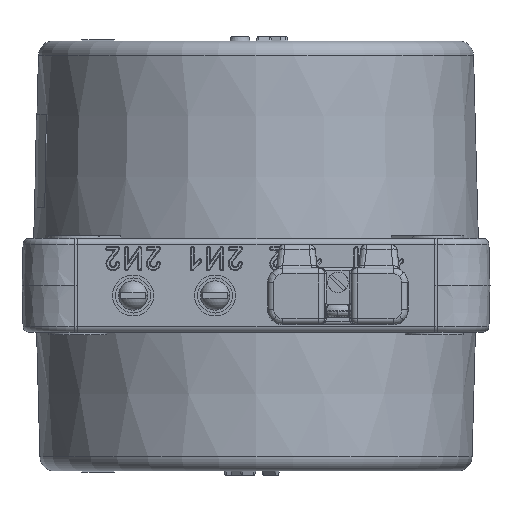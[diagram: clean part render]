
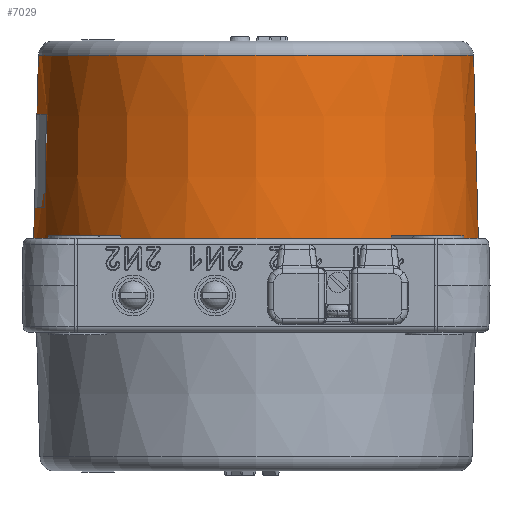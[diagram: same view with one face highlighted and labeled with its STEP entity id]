
A CAD part, front view. The second image highlights one B-rep face of the part: STEP entity #7029.
In plain terms, the highlighted conical face has half-angle 1.5 degrees and reference radius 76 mm.
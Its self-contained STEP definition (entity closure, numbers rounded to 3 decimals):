
#23 = VERTEX_POINT ( 'NONE', #1288 ) ;
#24 = VERTEX_POINT ( 'NONE', #1289 ) ;
#25 = VERTEX_POINT ( 'NONE', #1290 ) ;
#26 = VERTEX_POINT ( 'NONE', #1291 ) ;
#27 = VERTEX_POINT ( 'NONE', #1292 ) ;
#28 = VERTEX_POINT ( 'NONE', #1293 ) ;
#30 = VERTEX_POINT ( 'NONE', #1295 ) ;
#31 = VERTEX_POINT ( 'NONE', #1296 ) ;
#32 = VERTEX_POINT ( 'NONE', #1297 ) ;
#33 = VERTEX_POINT ( 'NONE', #1298 ) ;
#34 = VERTEX_POINT ( 'NONE', #1299 ) ;
#35 = VERTEX_POINT ( 'NONE', #1300 ) ;
#1288 = CARTESIAN_POINT ( 'NONE',  ( -46.216, -60.333, 6.5 ) ) ;
#1289 = CARTESIAN_POINT ( 'NONE',  ( 46.216, -60.333, 6.5 ) ) ;
#1290 = CARTESIAN_POINT ( 'NONE',  ( 46.197, -60.315, 7.5 ) ) ;
#1291 = CARTESIAN_POINT ( 'NONE',  ( 60.315, -46.197, 7.5 ) ) ;
#1292 = CARTESIAN_POINT ( 'NONE',  ( 60.333, -46.216, 6.5 ) ) ;
#1293 = CARTESIAN_POINT ( 'NONE',  ( 76., 0., 6.5 ) ) ;
#1295 = CARTESIAN_POINT ( 'NONE',  ( -76., 0., 6.5 ) ) ;
#1296 = CARTESIAN_POINT ( 'NONE',  ( -74.36, 0., 69.131 ) ) ;
#1297 = CARTESIAN_POINT ( 'NONE',  ( -60.333, -46.216, 6.5 ) ) ;
#1298 = CARTESIAN_POINT ( 'NONE',  ( -60.315, -46.197, 7.5 ) ) ;
#1299 = CARTESIAN_POINT ( 'NONE',  ( -46.197, -60.315, 7.5 ) ) ;
#1300 = CARTESIAN_POINT ( 'NONE',  ( 74.36, 0., 69.131 ) ) ;
#1917 = CIRCLE ( 'NONE', #2620, 76. ) ;
#2522 = AXIS2_PLACEMENT_3D ( 'NONE', #14172, #14175, #14174 ) ;
#2615 = AXIS2_PLACEMENT_3D ( 'NONE', #12853, #12854, #12855 ) ;
#2620 = AXIS2_PLACEMENT_3D ( 'NONE', #16484, #16487, #16489 ) ;
#2659 = AXIS2_PLACEMENT_3D ( 'NONE', #3604, #3618, #3620 ) ;
#2855 = AXIS2_PLACEMENT_3D ( 'NONE', #6336, #6350, #6351 ) ;
#3084 = AXIS2_PLACEMENT_3D ( 'NONE', #4740, #4741, #4742 ) ;
#3361 = AXIS2_PLACEMENT_3D ( 'NONE', #5622, #5632, #5633 ) ;
#3604 = CARTESIAN_POINT ( 'NONE',  ( 0., 0., 69.131 ) ) ;
#3618 = DIRECTION ( 'NONE',  ( 0., 0., -1. ) ) ;
#3620 = DIRECTION ( 'NONE',  ( -1., 0., 0. ) ) ;
#3658 = LINE ( 'NONE', #5753, #3664 ) ;
#3664 = VECTOR ( 'NONE', #5754, 1000. ) ;
#3850 = CIRCLE ( 'NONE', #3084, 76. ) ;
#4004 = CIRCLE ( 'NONE', #3361, 76. ) ;
#4184 = VECTOR ( 'NONE', #5009, 1000. ) ;
#4224 = LINE ( 'NONE', #5002, #4184 ) ;
#4439 = EDGE_CURVE ( 'NONE', #32, #30, #1917, .T. ) ;
#4740 = CARTESIAN_POINT ( 'NONE',  ( 0., 0., 6.5 ) ) ;
#4741 = DIRECTION ( 'NONE',  ( 0., 0., -1. ) ) ;
#4742 = DIRECTION ( 'NONE',  ( -1., 0., 0. ) ) ;
#5002 = CARTESIAN_POINT ( 'NONE',  ( -76., 0., 6.5 ) ) ;
#5009 = DIRECTION ( 'NONE',  ( -0.026, 0., -1. ) ) ;
#5622 = CARTESIAN_POINT ( 'NONE',  ( 0., 0., 6.5 ) ) ;
#5632 = DIRECTION ( 'NONE',  ( 0., 0., -1. ) ) ;
#5633 = DIRECTION ( 'NONE',  ( -1., 0., 0. ) ) ;
#5753 = CARTESIAN_POINT ( 'NONE',  ( 76., 0., 6.5 ) ) ;
#5754 = DIRECTION ( 'NONE',  ( 0.026, 0., -1. ) ) ;
#6302 = CARTESIAN_POINT ( 'NONE',  ( -46.197, -60.315, 7.5 ) ) ;
#6314 = CARTESIAN_POINT ( 'NONE',  ( -46.203, -60.321, 7.167 ) ) ;
#6315 = CARTESIAN_POINT ( 'NONE',  ( -46.21, -60.327, 6.833 ) ) ;
#6316 = CARTESIAN_POINT ( 'NONE',  ( -46.216, -60.333, 6.5 ) ) ;
#6336 = CARTESIAN_POINT ( 'NONE',  ( 0., 0., 7.5 ) ) ;
#6350 = DIRECTION ( 'NONE',  ( 0., 0., 1. ) ) ;
#6351 = DIRECTION ( 'NONE',  ( 1., 0., 0. ) ) ;
#6482 = CARTESIAN_POINT ( 'NONE',  ( -60.333, -46.216, 6.5 ) ) ;
#6487 = CARTESIAN_POINT ( 'NONE',  ( 46.216, -60.333, 6.5 ) ) ;
#6490 = CARTESIAN_POINT ( 'NONE',  ( 46.21, -60.327, 6.833 ) ) ;
#6491 = CARTESIAN_POINT ( 'NONE',  ( 46.203, -60.321, 7.167 ) ) ;
#6492 = CARTESIAN_POINT ( 'NONE',  ( 46.197, -60.315, 7.5 ) ) ;
#6495 = CARTESIAN_POINT ( 'NONE',  ( -60.327, -46.21, 6.833 ) ) ;
#6497 = CARTESIAN_POINT ( 'NONE',  ( -60.321, -46.203, 7.167 ) ) ;
#6499 = CARTESIAN_POINT ( 'NONE',  ( -60.315, -46.197, 7.5 ) ) ;
#7029 = ADVANCED_FACE ( 'NONE', ( #14277 ), #14319, .T. ) ;
#8417 = ORIENTED_EDGE ( 'NONE', *, *, #9153, .T. ) ;
#8418 = ORIENTED_EDGE ( 'NONE', *, *, #9649, .T. ) ;
#8419 = ORIENTED_EDGE ( 'NONE', *, *, #9152, .T. ) ;
#8420 = ORIENTED_EDGE ( 'NONE', *, *, #10118, .F. ) ;
#8421 = ORIENTED_EDGE ( 'NONE', *, *, #10100, .T. ) ;
#8422 = ORIENTED_EDGE ( 'NONE', *, *, #4439, .F. ) ;
#8423 = ORIENTED_EDGE ( 'NONE', *, *, #9606, .T. ) ;
#8424 = ORIENTED_EDGE ( 'NONE', *, *, #10004, .F. ) ;
#8425 = ORIENTED_EDGE ( 'NONE', *, *, #10156, .F. ) ;
#8426 = ORIENTED_EDGE ( 'NONE', *, *, #9230, .T. ) ;
#8427 = ORIENTED_EDGE ( 'NONE', *, *, #9650, .T. ) ;
#8428 = ORIENTED_EDGE ( 'NONE', *, *, #9597, .T. ) ;
#8618 = EDGE_LOOP ( 'NONE', ( #8426, #8421, #8422, #8427, #8423, #8428, #8424, #8418, #8419, #8417, #8420, #8425 ) ) ;
#9152 = EDGE_CURVE ( 'NONE', #25, #26, #11200, .T. ) ;
#9153 = EDGE_CURVE ( 'NONE', #26, #27, #10439, .T. ) ;
#9230 = EDGE_CURVE ( 'NONE', #35, #31, #10840, .T. ) ;
#9597 = EDGE_CURVE ( 'NONE', #34, #23, #10404, .T. ) ;
#9606 = EDGE_CURVE ( 'NONE', #33, #34, #11392, .T. ) ;
#9649 = EDGE_CURVE ( 'NONE', #24, #25, #10361, .T. ) ;
#9650 = EDGE_CURVE ( 'NONE', #32, #33, #10362, .T. ) ;
#10004 = EDGE_CURVE ( 'NONE', #24, #23, #3850, .T. ) ;
#10100 = EDGE_CURVE ( 'NONE', #31, #30, #4224, .T. ) ;
#10118 = EDGE_CURVE ( 'NONE', #28, #27, #4004, .T. ) ;
#10156 = EDGE_CURVE ( 'NONE', #35, #28, #3658, .T. ) ;
#10361 = B_SPLINE_CURVE_WITH_KNOTS ( 'NONE', 3,
 ( #6487, #6490, #6491, #6492 ),
 .UNSPECIFIED., .F., .F.,
 ( 4, 4 ),
 ( 0., 0.001 ),
 .UNSPECIFIED. ) ;
#10362 = B_SPLINE_CURVE_WITH_KNOTS ( 'NONE', 3,
 ( #6482, #6495, #6497, #6499 ),
 .UNSPECIFIED., .F., .F.,
 ( 4, 4 ),
 ( 0., 0.001 ),
 .UNSPECIFIED. ) ;
#10404 = B_SPLINE_CURVE_WITH_KNOTS ( 'NONE', 3,
 ( #6302, #6314, #6315, #6316 ),
 .UNSPECIFIED., .F., .F.,
 ( 4, 4 ),
 ( 0., 0.001 ),
 .UNSPECIFIED. ) ;
#10439 = B_SPLINE_CURVE_WITH_KNOTS ( 'NONE', 3,
 ( #12841, #12856, #12857, #12858 ),
 .UNSPECIFIED., .F., .F.,
 ( 4, 4 ),
 ( 0., 0.001 ),
 .UNSPECIFIED. ) ;
#10840 = CIRCLE ( 'NONE', #2659, 74.36 ) ;
#11200 = CIRCLE ( 'NONE', #2615, 75.974 ) ;
#11392 = CIRCLE ( 'NONE', #2855, 75.974 ) ;
#12841 = CARTESIAN_POINT ( 'NONE',  ( 60.315, -46.197, 7.5 ) ) ;
#12853 = CARTESIAN_POINT ( 'NONE',  ( 0., 0., 7.5 ) ) ;
#12854 = DIRECTION ( 'NONE',  ( 0., 0., 1. ) ) ;
#12855 = DIRECTION ( 'NONE',  ( 1., 0., 0. ) ) ;
#12856 = CARTESIAN_POINT ( 'NONE',  ( 60.321, -46.203, 7.167 ) ) ;
#12857 = CARTESIAN_POINT ( 'NONE',  ( 60.327, -46.21, 6.833 ) ) ;
#12858 = CARTESIAN_POINT ( 'NONE',  ( 60.333, -46.216, 6.5 ) ) ;
#14172 = CARTESIAN_POINT ( 'NONE',  ( 0., 0., 6.5 ) ) ;
#14174 = DIRECTION ( 'NONE',  ( 1., 0., 0. ) ) ;
#14175 = DIRECTION ( 'NONE',  ( 0., 0., -1. ) ) ;
#14277 = FACE_OUTER_BOUND ( 'NONE', #8618, .T. ) ;
#14319 = CONICAL_SURFACE ( 'NONE', #2522, 76., 0.026 ) ;
#16484 = CARTESIAN_POINT ( 'NONE',  ( 0., 0., 6.5 ) ) ;
#16487 = DIRECTION ( 'NONE',  ( 0., 0., -1. ) ) ;
#16489 = DIRECTION ( 'NONE',  ( -1., 0., 0. ) ) ;
